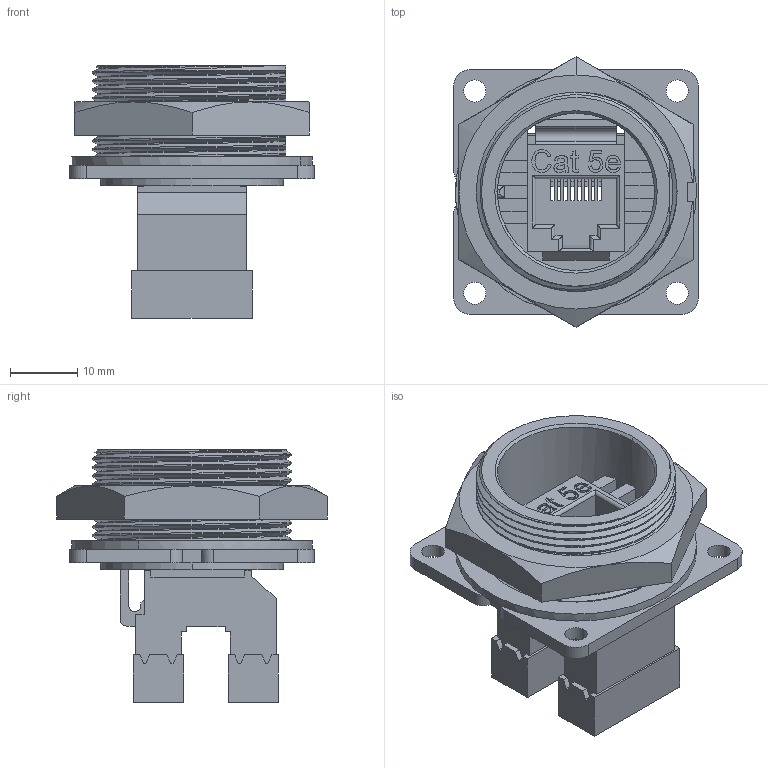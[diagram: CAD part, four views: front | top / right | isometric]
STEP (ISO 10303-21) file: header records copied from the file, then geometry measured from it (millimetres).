
FILE_DESCRIPTION (( 'STEP AP203' ), '1' );
FILE_NAME ('DCP-RJ5T-SD.STEP', '2015-04-15T19:05:11', ( '' ), ( '' ), 'SwSTEP 2.0', 'SolidWorks 2014', '' );
FILE_SCHEMA (( 'CONFIG_CONTROL_DESIGN' ));
Length unit declared in the file: inch
Products named in the file (1): DCP-RJ5T-SD
Bounding box: 36.53 x 40.33 x 37.69 mm (x, y, z)
Volume: 14949.1 mm3; surface area: 12013.6 mm2
Topology: 2 solids, 2 shells, 435 faces, 1290 edges, 848 vertices
Faces by surface type: plane 246, cylinder 100, bspline 77, cone 12
Entity records: 25825 total; most frequent: CARTESIAN_POINT 15000, ORIENTED_EDGE 2576, DIRECTION 1789, EDGE_CURVE 1288, VECTOR 881, LINE 881, VERTEX_POINT 848, EDGE_LOOP 456
